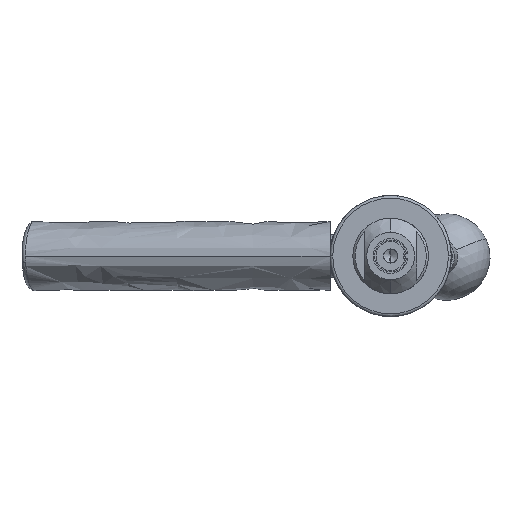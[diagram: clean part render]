
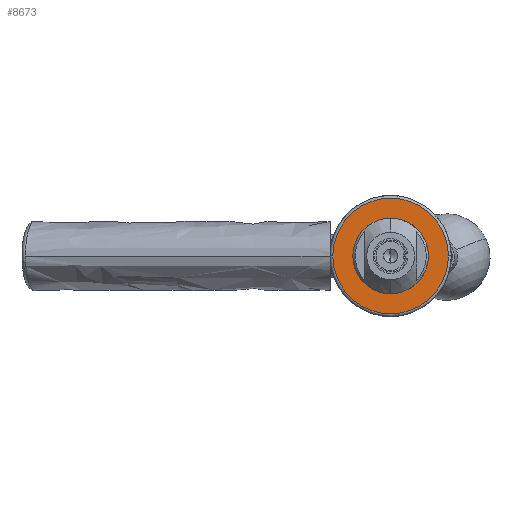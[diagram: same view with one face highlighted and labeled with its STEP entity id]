
A CAD part, left-side view. The second image highlights one B-rep face of the part: STEP entity #8673.
In plain terms, the highlighted planar face has unit normal (-1, 0, 0).
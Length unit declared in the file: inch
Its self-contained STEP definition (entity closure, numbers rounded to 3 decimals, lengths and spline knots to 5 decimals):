
#179 = DIRECTION ( 'NONE',  ( 0., -1., 0. ) ) ;
#543 = DIRECTION ( 'NONE',  ( 0., 0., -1. ) ) ;
#544 = EDGE_LOOP ( 'NONE', ( #12458, #15425 ) ) ;
#703 = DIRECTION ( 'NONE',  ( -1., 0., 0. ) ) ;
#2033 = CARTESIAN_POINT ( 'NONE',  ( -3.921, 0., 0. ) ) ;
#2042 = ORIENTED_EDGE ( 'NONE', *, *, #2235, .T. ) ;
#2235 = EDGE_CURVE ( 'NONE', #14584, #10128, #7145, .T. ) ;
#2593 = DIRECTION ( 'NONE',  ( 0., -1., 0. ) ) ;
#2666 = CARTESIAN_POINT ( 'NONE',  ( -3.921, 0., 0. ) ) ;
#3128 = EDGE_CURVE ( 'NONE', #10128, #14584, #12479, .T. ) ;
#3277 = AXIS2_PLACEMENT_3D ( 'NONE', #2666, #10531, #179 ) ;
#3878 = FACE_OUTER_BOUND ( 'NONE', #15592, .T. ) ;
#4202 = CARTESIAN_POINT ( 'NONE',  ( -3.921, 0., -0.27344 ) ) ;
#5736 = EDGE_CURVE ( 'NONE', #9813, #11200, #6107, .T. ) ;
#6107 = CIRCLE ( 'NONE', #15582, 0.27344 ) ;
#6514 = FACE_BOUND ( 'NONE', #544, .T. ) ;
#6882 = AXIS2_PLACEMENT_3D ( 'NONE', #2033, #16226, #16408 ) ;
#7145 = CIRCLE ( 'NONE', #12029, 0.835 ) ;
#7358 = ORIENTED_EDGE ( 'NONE', *, *, #3128, .T. ) ;
#8107 = AXIS2_PLACEMENT_3D ( 'NONE', #10286, #16792, #2593 ) ;
#8492 = DIRECTION ( 'NONE',  ( -1., 0., 0. ) ) ;
#8673 = ADVANCED_FACE ( 'NONE', ( #6514, #3878 ), #8921, .F. ) ;
#8921 = PLANE ( 'NONE',  #8107 ) ;
#9532 = CARTESIAN_POINT ( 'NONE',  ( -3.921, 0., 0.27344 ) ) ;
#9584 = CARTESIAN_POINT ( 'NONE',  ( -3.921, -0.835, 0. ) ) ;
#9813 = VERTEX_POINT ( 'NONE', #9532 ) ;
#10128 = VERTEX_POINT ( 'NONE', #9584 ) ;
#10286 = CARTESIAN_POINT ( 'NONE',  ( -3.921, -0.875, 0. ) ) ;
#10531 = DIRECTION ( 'NONE',  ( -1., 0., 0. ) ) ;
#11200 = VERTEX_POINT ( 'NONE', #4202 ) ;
#12029 = AXIS2_PLACEMENT_3D ( 'NONE', #12367, #703, #13880 ) ;
#12367 = CARTESIAN_POINT ( 'NONE',  ( -3.921, 0., 0. ) ) ;
#12445 = CARTESIAN_POINT ( 'NONE',  ( -3.921, 0.835, 0. ) ) ;
#12458 = ORIENTED_EDGE ( 'NONE', *, *, #14104, .F. ) ;
#12479 = CIRCLE ( 'NONE', #3277, 0.835 ) ;
#13880 = DIRECTION ( 'NONE',  ( 0., -1., 0. ) ) ;
#14104 = EDGE_CURVE ( 'NONE', #11200, #9813, #14192, .T. ) ;
#14192 = CIRCLE ( 'NONE', #6882, 0.27344 ) ;
#14584 = VERTEX_POINT ( 'NONE', #12445 ) ;
#14844 = CARTESIAN_POINT ( 'NONE',  ( -3.921, 0., 0. ) ) ;
#15425 = ORIENTED_EDGE ( 'NONE', *, *, #5736, .F. ) ;
#15582 = AXIS2_PLACEMENT_3D ( 'NONE', #14844, #8492, #543 ) ;
#15592 = EDGE_LOOP ( 'NONE', ( #7358, #2042 ) ) ;
#16226 = DIRECTION ( 'NONE',  ( -1., 0., 0. ) ) ;
#16408 = DIRECTION ( 'NONE',  ( 0., 0., -1. ) ) ;
#16792 = DIRECTION ( 'NONE',  ( 1., 0., 0. ) ) ;
